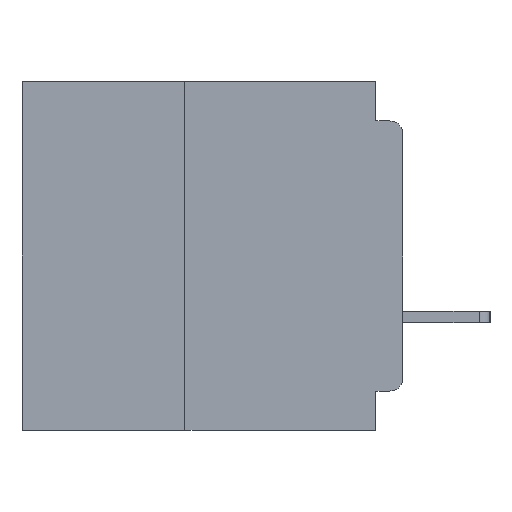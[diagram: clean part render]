
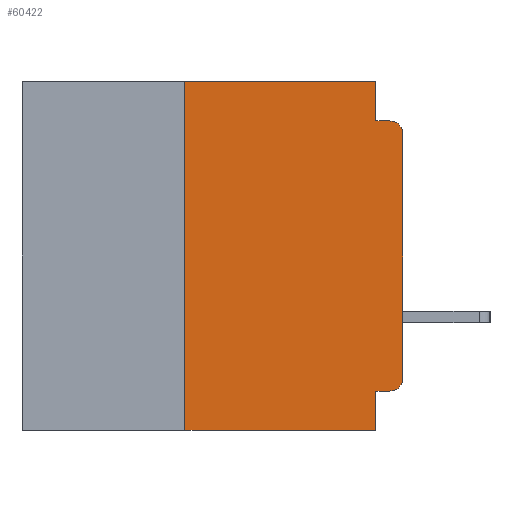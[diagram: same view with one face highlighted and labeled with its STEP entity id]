
A CAD part, left-side view. The second image highlights one B-rep face of the part: STEP entity #60422.
In plain terms, the highlighted planar face has unit normal (-1, 0, 0).
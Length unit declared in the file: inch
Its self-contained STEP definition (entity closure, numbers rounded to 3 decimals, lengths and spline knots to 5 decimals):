
#988 = DIRECTION ( 'NONE',  ( 0., 0., -1. ) ) ;
#1266 = CARTESIAN_POINT ( 'NONE',  ( 0., 0.031, 0. ) ) ;
#1465 = DIRECTION ( 'NONE',  ( 0., 0., 1. ) ) ;
#1586 = DIRECTION ( 'NONE',  ( 0., 0., 1. ) ) ;
#2975 = CIRCLE ( 'NONE', #26376, 0.015 ) ;
#3065 = ORIENTED_EDGE ( 'NONE', *, *, #20820, .F. ) ;
#3177 = EDGE_CURVE ( 'NONE', #41996, #37532, #2975, .T. ) ;
#3705 = CARTESIAN_POINT ( 'NONE',  ( 0., 0.437, 0. ) ) ;
#4541 = CARTESIAN_POINT ( 'NONE',  ( 0., 0.25, -0.4 ) ) ;
#6621 = ORIENTED_EDGE ( 'NONE', *, *, #45039, .T. ) ;
#7069 = VECTOR ( 'NONE', #37502, 39.37008 ) ;
#7638 = ORIENTED_EDGE ( 'NONE', *, *, #20524, .T. ) ;
#8511 = VERTEX_POINT ( 'NONE', #12307 ) ;
#8768 = DIRECTION ( 'NONE',  ( -1., 0., 0. ) ) ;
#8833 = LINE ( 'NONE', #9465, #58543 ) ;
#9465 = CARTESIAN_POINT ( 'NONE',  ( 0., 0., -0.355 ) ) ;
#11365 = VECTOR ( 'NONE', #28757, 39.37008 ) ;
#12307 = CARTESIAN_POINT ( 'NONE',  ( 0., 0.25, 0. ) ) ;
#14672 = CARTESIAN_POINT ( 'NONE',  ( 0., 0.015, -0.355 ) ) ;
#15573 = VECTOR ( 'NONE', #23614, 39.37008 ) ;
#16169 = CARTESIAN_POINT ( 'NONE',  ( 0., 0.031, -0.045 ) ) ;
#18927 = LINE ( 'NONE', #32876, #30299 ) ;
#20524 = EDGE_CURVE ( 'NONE', #37011, #60967, #45054, .T. ) ;
#20820 = EDGE_CURVE ( 'NONE', #61753, #58667, #28419, .T. ) ;
#21135 = LINE ( 'NONE', #21820, #35523 ) ;
#21820 = CARTESIAN_POINT ( 'NONE',  ( 0., 0., -0.045 ) ) ;
#21910 = EDGE_LOOP ( 'NONE', ( #31990, #50552, #54162, #3065, #53984, #48477, #6621, #46259, #34607, #7638 ) ) ;
#23132 = EDGE_CURVE ( 'NONE', #8511, #61753, #42549, .T. ) ;
#23277 = DIRECTION ( 'NONE',  ( 0., 0., -1. ) ) ;
#23614 = DIRECTION ( 'NONE',  ( 0., 0., -1. ) ) ;
#25554 = CARTESIAN_POINT ( 'NONE',  ( 0., 0.25, -0.4 ) ) ;
#26376 = AXIS2_PLACEMENT_3D ( 'NONE', #37714, #8768, #42548 ) ;
#26397 = DIRECTION ( 'NONE',  ( -1., 0., 0. ) ) ;
#28419 = LINE ( 'NONE', #38000, #15573 ) ;
#28757 = DIRECTION ( 'NONE',  ( 0., -1., 0. ) ) ;
#29221 = CARTESIAN_POINT ( 'NONE',  ( 0., 0., -0.34 ) ) ;
#29926 = DIRECTION ( 'NONE',  ( 1., 0., 0. ) ) ;
#30172 = FACE_OUTER_BOUND ( 'NONE', #21910, .T. ) ;
#30299 = VECTOR ( 'NONE', #23277, 39.37008 ) ;
#31319 = CARTESIAN_POINT ( 'NONE',  ( 0., 0.031, -0.355 ) ) ;
#31990 = ORIENTED_EDGE ( 'NONE', *, *, #58648, .T. ) ;
#32876 = CARTESIAN_POINT ( 'NONE',  ( 0., 0.031, -0.4 ) ) ;
#34607 = ORIENTED_EDGE ( 'NONE', *, *, #62321, .F. ) ;
#34705 = AXIS2_PLACEMENT_3D ( 'NONE', #58693, #29926, #988 ) ;
#35200 = CARTESIAN_POINT ( 'NONE',  ( 0., 0., 0. ) ) ;
#35523 = VECTOR ( 'NONE', #55457, 39.37008 ) ;
#37011 = VERTEX_POINT ( 'NONE', #14672 ) ;
#37090 = LINE ( 'NONE', #57521, #11365 ) ;
#37502 = DIRECTION ( 'NONE',  ( 0., -1., 0. ) ) ;
#37532 = VERTEX_POINT ( 'NONE', #47503 ) ;
#37714 = CARTESIAN_POINT ( 'NONE',  ( 0., 0.015, -0.06 ) ) ;
#37986 = LINE ( 'NONE', #35200, #49260 ) ;
#38000 = CARTESIAN_POINT ( 'NONE',  ( 0., 0.031, 0. ) ) ;
#38413 = DIRECTION ( 'NONE',  ( 0., 1., 0. ) ) ;
#39097 = EDGE_CURVE ( 'NONE', #58667, #37532, #21135, .T. ) ;
#39890 = LINE ( 'NONE', #25554, #51096 ) ;
#41996 = VERTEX_POINT ( 'NONE', #60344 ) ;
#42548 = DIRECTION ( 'NONE',  ( 0., 0., -1. ) ) ;
#42549 = LINE ( 'NONE', #3705, #7069 ) ;
#43550 = VERTEX_POINT ( 'NONE', #31319 ) ;
#44929 = EDGE_CURVE ( 'NONE', #43550, #59623, #18927, .T. ) ;
#45039 = EDGE_CURVE ( 'NONE', #60906, #59623, #37090, .T. ) ;
#45054 = CIRCLE ( 'NONE', #58605, 0.015 ) ;
#46259 = ORIENTED_EDGE ( 'NONE', *, *, #44929, .F. ) ;
#47503 = CARTESIAN_POINT ( 'NONE',  ( 0., 0.015, -0.045 ) ) ;
#48477 = ORIENTED_EDGE ( 'NONE', *, *, #62035, .F. ) ;
#49260 = VECTOR ( 'NONE', #1586, 39.37008 ) ;
#50552 = ORIENTED_EDGE ( 'NONE', *, *, #3177, .T. ) ;
#51096 = VECTOR ( 'NONE', #1465, 39.37008 ) ;
#52321 = CARTESIAN_POINT ( 'NONE',  ( 0., 0.031, -0.4 ) ) ;
#53895 = PLANE ( 'NONE',  #34705 ) ;
#53984 = ORIENTED_EDGE ( 'NONE', *, *, #23132, .F. ) ;
#54162 = ORIENTED_EDGE ( 'NONE', *, *, #39097, .F. ) ;
#55194 = CARTESIAN_POINT ( 'NONE',  ( 0., 0.015, -0.34 ) ) ;
#55457 = DIRECTION ( 'NONE',  ( 0., -1., 0. ) ) ;
#57521 = CARTESIAN_POINT ( 'NONE',  ( 0., 0.437, -0.4 ) ) ;
#58543 = VECTOR ( 'NONE', #38413, 39.37008 ) ;
#58605 = AXIS2_PLACEMENT_3D ( 'NONE', #55194, #26397, #59994 ) ;
#58648 = EDGE_CURVE ( 'NONE', #60967, #41996, #37986, .T. ) ;
#58667 = VERTEX_POINT ( 'NONE', #16169 ) ;
#58693 = CARTESIAN_POINT ( 'NONE',  ( 0., 0.437, 0. ) ) ;
#59623 = VERTEX_POINT ( 'NONE', #52321 ) ;
#59994 = DIRECTION ( 'NONE',  ( 0., 0., -1. ) ) ;
#60344 = CARTESIAN_POINT ( 'NONE',  ( 0., 0., -0.06 ) ) ;
#60422 = ADVANCED_FACE ( 'NONE', ( #30172 ), #53895, .F. ) ;
#60906 = VERTEX_POINT ( 'NONE', #4541 ) ;
#60967 = VERTEX_POINT ( 'NONE', #29221 ) ;
#61753 = VERTEX_POINT ( 'NONE', #1266 ) ;
#62035 = EDGE_CURVE ( 'NONE', #60906, #8511, #39890, .T. ) ;
#62321 = EDGE_CURVE ( 'NONE', #37011, #43550, #8833, .T. ) ;
